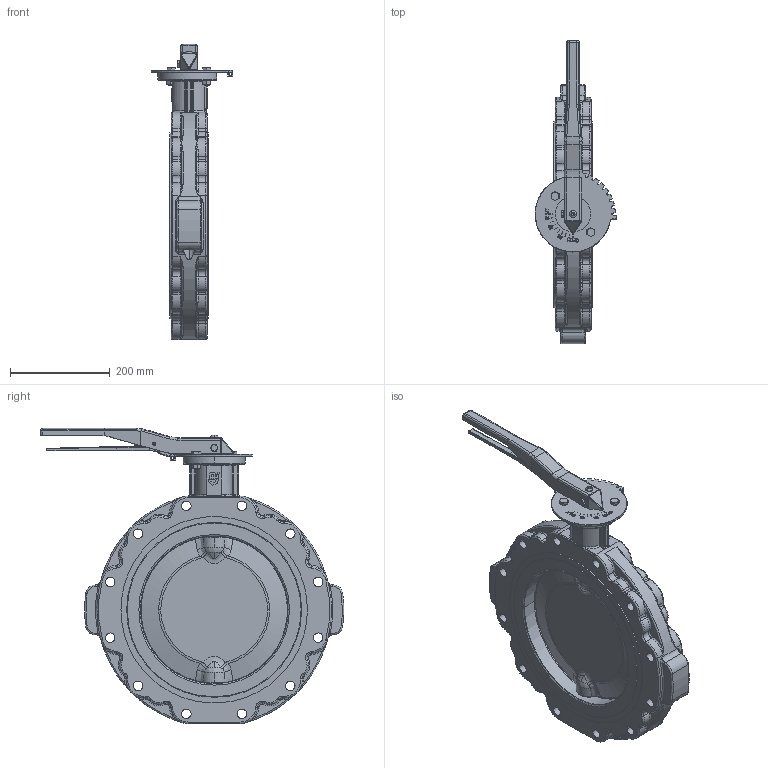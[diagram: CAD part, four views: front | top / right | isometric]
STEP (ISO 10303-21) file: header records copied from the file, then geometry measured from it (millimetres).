
FILE_DESCRIPTION(('HOOPS Exchange Step'),'2;1');
FILE_NAME('AK10_DN300_ansi150_Handhebel.stp','2025-10-06T10:06:54+02:00',('nieru'),('Unknown organisation'),'HOOPS Exchange 2024.2','HOOPS Exchange','Unknown authorisation');
FILE_SCHEMA( ('AP203_CONFIGURATION_CONTROLLED_3D_DESIGN_OF_MECHANICAL_PARTS_AND_ASSEMBLIES_MIM_LF') );
Length unit declared in the file: millimetre
Products named in the file (3): 0; root
Assembly tree (2 placements, depth 3):
  root
    0
      0
Bounding box: 164 x 608.78 x 592.19 mm (x, y, z)
Volume: 9557179.4 mm3; surface area: 881556.2 mm2
Topology: 2 solids, 2 shells, 2015 faces, 5271 edges, 3211 vertices
Faces by surface type: cylinder 657, plane 456, torus 385, bspline 377, cone 101, sphere 39
Entity records: 168177 total; most frequent: CARTESIAN_POINT 125542, ORIENTED_EDGE 10344, DIRECTION 6494, EDGE_CURVE 5172, VERTEX_POINT 3211, B_SPLINE_CURVE_WITH_KNOTS 2641, AXIS2_PLACEMENT_3D 2484, EDGE_LOOP 2157
